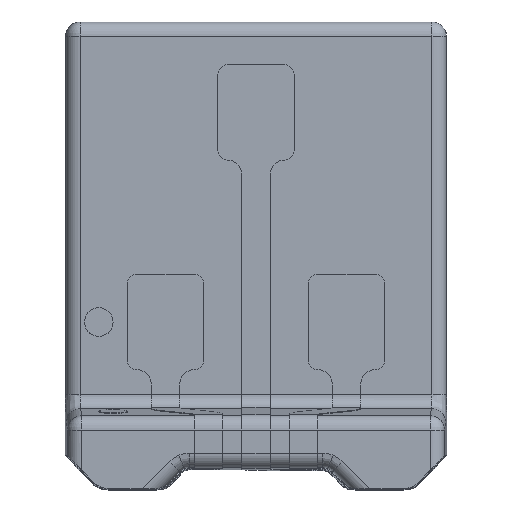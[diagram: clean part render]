
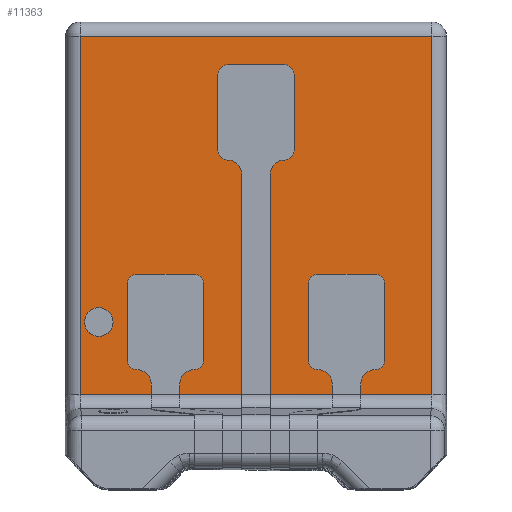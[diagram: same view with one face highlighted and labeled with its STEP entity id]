
A CAD part, top view. The second image highlights one B-rep face of the part: STEP entity #11363.
In plain terms, the highlighted planar face has unit normal (0, 0, 1).
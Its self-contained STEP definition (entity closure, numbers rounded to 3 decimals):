
#371 = CARTESIAN_POINT ( 'NONE',  ( -1.993, 4.75, 0.4 ) ) ;
#501 = DIRECTION ( 'NONE',  ( 0., 0., -1. ) ) ;
#512 = ORIENTED_EDGE ( 'NONE', *, *, #6906, .T. ) ;
#638 = CARTESIAN_POINT ( 'NONE',  ( 1.993, 0.99, 0.4 ) ) ;
#764 = DIRECTION ( 'NONE',  ( 1., 0., 0. ) ) ;
#908 = ORIENTED_EDGE ( 'NONE', *, *, #1041, .T. ) ;
#1041 = EDGE_CURVE ( 'NONE', #11862, #1474, #6734, .T. ) ;
#1214 = ORIENTED_EDGE ( 'NONE', *, *, #6687, .T. ) ;
#1268 = ORIENTED_EDGE ( 'NONE', *, *, #3255, .T. ) ;
#1474 = VERTEX_POINT ( 'NONE', #3568 ) ;
#3255 = EDGE_CURVE ( 'NONE', #8694, #8359, #6468, .T. ) ;
#3449 = VECTOR ( 'NONE', #11444, 1000. ) ;
#3568 = CARTESIAN_POINT ( 'NONE',  ( 1.846, 0.99, 0.4 ) ) ;
#3675 = DIRECTION ( 'NONE',  ( 0., 1., 0. ) ) ;
#4096 = LINE ( 'NONE', #8308, #12811 ) ;
#4540 = CARTESIAN_POINT ( 'NONE',  ( -2., 0.855, 0.4 ) ) ;
#5537 = FACE_OUTER_BOUND ( 'NONE', #6377, .T. ) ;
#5991 = VECTOR ( 'NONE', #764, 1000. ) ;
#6377 = EDGE_LOOP ( 'NONE', ( #908, #512, #1268, #1214 ) ) ;
#6468 = LINE ( 'NONE', #371, #3449 ) ;
#6687 = EDGE_CURVE ( 'NONE', #8359, #11862, #4096, .T. ) ;
#6734 = LINE ( 'NONE', #638, #5991 ) ;
#6906 = EDGE_CURVE ( 'NONE', #1474, #8694, #12120, .T. ) ;
#7539 = DIRECTION ( 'NONE',  ( -1., 0., 0. ) ) ;
#8308 = CARTESIAN_POINT ( 'NONE',  ( -1.846, 0.855, 0.4 ) ) ;
#8359 = VERTEX_POINT ( 'NONE', #9686 ) ;
#8694 = VERTEX_POINT ( 'NONE', #11816 ) ;
#9188 = DIRECTION ( 'NONE',  ( 0., -1., 0. ) ) ;
#9419 = AXIS2_PLACEMENT_3D ( 'NONE', #4540, #501, #7539 ) ;
#9686 = CARTESIAN_POINT ( 'NONE',  ( -1.846, 4.75, 0.4 ) ) ;
#9816 = VECTOR ( 'NONE', #3675, 1000. ) ;
#9823 = PLANE ( 'NONE',  #9419 ) ;
#10190 = CARTESIAN_POINT ( 'NONE',  ( -1.846, 0.99, 0.4 ) ) ;
#11111 = CARTESIAN_POINT ( 'NONE',  ( 1.846, 0.855, 0.4 ) ) ;
#11363 = ADVANCED_FACE ( 'NONE', ( #5537 ), #9823, .F. ) ;
#11444 = DIRECTION ( 'NONE',  ( -1., 0., 0. ) ) ;
#11816 = CARTESIAN_POINT ( 'NONE',  ( 1.846, 4.75, 0.4 ) ) ;
#11862 = VERTEX_POINT ( 'NONE', #10190 ) ;
#12120 = LINE ( 'NONE', #11111, #9816 ) ;
#12811 = VECTOR ( 'NONE', #9188, 1000. ) ;
